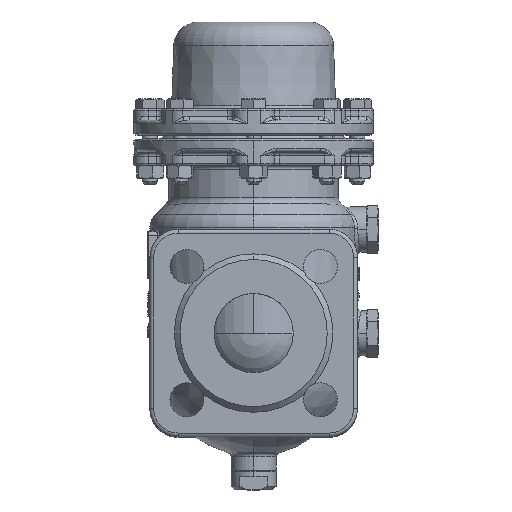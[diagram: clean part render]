
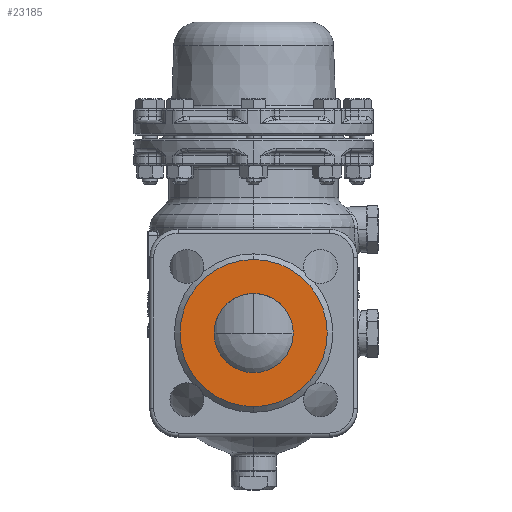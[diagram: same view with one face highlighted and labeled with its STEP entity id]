
A CAD part, top view. The second image highlights one B-rep face of the part: STEP entity #23185.
In plain terms, the highlighted planar face has unit normal (0, 0, 1).
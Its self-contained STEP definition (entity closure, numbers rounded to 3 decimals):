
#437 = AXIS2_PLACEMENT_3D ( 'NONE', #26872, #81192, #34685 ) ;
#1297 = AXIS2_PLACEMENT_3D ( 'NONE', #54447, #39833, #94120 ) ;
#5271 = DIRECTION ( 'NONE',  ( 0., 0., -1. ) ) ;
#7676 = EDGE_LOOP ( 'NONE', ( #13598, #83237 ) ) ;
#13598 = ORIENTED_EDGE ( 'NONE', *, *, #77296, .T. ) ;
#23185 = ADVANCED_FACE ( 'NONE', ( #85554, #62501 ), #86307, .T. ) ;
#26872 = CARTESIAN_POINT ( 'NONE',  ( 0., 0., 90. ) ) ;
#27996 = EDGE_LOOP ( 'NONE', ( #57233, #87411 ) ) ;
#28143 = VERTEX_POINT ( 'NONE', #29336 ) ;
#28587 = AXIS2_PLACEMENT_3D ( 'NONE', #34013, #88321, #41833 ) ;
#29336 = CARTESIAN_POINT ( 'NONE',  ( 0., -39., 90. ) ) ;
#34013 = CARTESIAN_POINT ( 'NONE',  ( 0., 0., 90. ) ) ;
#34685 = DIRECTION ( 'NONE',  ( -1., 0., 0. ) ) ;
#36547 = CIRCLE ( 'NONE', #41201, 39. ) ;
#39056 = CARTESIAN_POINT ( 'NONE',  ( 21., 0., 90. ) ) ;
#39833 = DIRECTION ( 'NONE',  ( 0., 0., 1. ) ) ;
#41201 = AXIS2_PLACEMENT_3D ( 'NONE', #51744, #5271, #59556 ) ;
#41833 = DIRECTION ( 'NONE',  ( 0., 1., 0. ) ) ;
#43742 = AXIS2_PLACEMENT_3D ( 'NONE', #91354, #44869, #99112 ) ;
#44869 = DIRECTION ( 'NONE',  ( 0., 0., -1. ) ) ;
#51744 = CARTESIAN_POINT ( 'NONE',  ( 0., 0., 90. ) ) ;
#54447 = CARTESIAN_POINT ( 'NONE',  ( 0., 21., 90. ) ) ;
#57233 = ORIENTED_EDGE ( 'NONE', *, *, #71863, .F. ) ;
#57607 = EDGE_CURVE ( 'NONE', #66510, #28143, #59838, .T. ) ;
#59556 = DIRECTION ( 'NONE',  ( 0., 1., 0. ) ) ;
#59838 = CIRCLE ( 'NONE', #28587, 39. ) ;
#60073 = VERTEX_POINT ( 'NONE', #39056 ) ;
#60078 = CARTESIAN_POINT ( 'NONE',  ( -21., 0., 90. ) ) ;
#60525 = CARTESIAN_POINT ( 'NONE',  ( 0., 39., 90. ) ) ;
#62501 = FACE_OUTER_BOUND ( 'NONE', #27996, .T. ) ;
#62734 = CIRCLE ( 'NONE', #437, 21. ) ;
#66510 = VERTEX_POINT ( 'NONE', #60525 ) ;
#69610 = VERTEX_POINT ( 'NONE', #60078 ) ;
#71863 = EDGE_CURVE ( 'NONE', #28143, #66510, #36547, .T. ) ;
#77296 = EDGE_CURVE ( 'NONE', #69610, #60073, #62734, .T. ) ;
#81192 = DIRECTION ( 'NONE',  ( 0., 0., -1. ) ) ;
#83237 = ORIENTED_EDGE ( 'NONE', *, *, #85750, .T. ) ;
#85554 = FACE_BOUND ( 'NONE', #7676, .T. ) ;
#85750 = EDGE_CURVE ( 'NONE', #60073, #69610, #87981, .T. ) ;
#86307 = PLANE ( 'NONE',  #1297 ) ;
#87411 = ORIENTED_EDGE ( 'NONE', *, *, #57607, .F. ) ;
#87981 = CIRCLE ( 'NONE', #43742, 21. ) ;
#88321 = DIRECTION ( 'NONE',  ( 0., 0., -1. ) ) ;
#91354 = CARTESIAN_POINT ( 'NONE',  ( 0., 0., 90. ) ) ;
#94120 = DIRECTION ( 'NONE',  ( 1., 0., 0. ) ) ;
#99112 = DIRECTION ( 'NONE',  ( -1., 0., 0. ) ) ;
